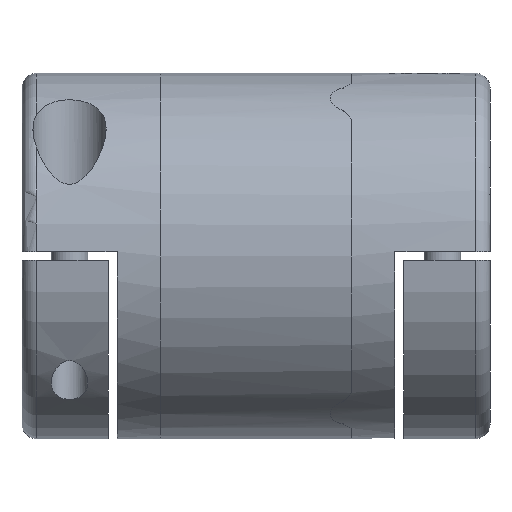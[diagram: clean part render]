
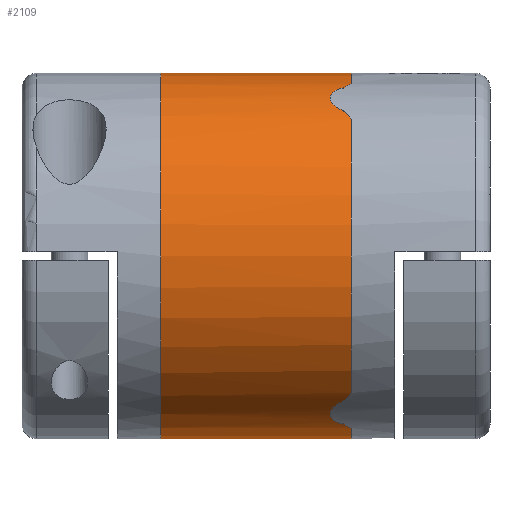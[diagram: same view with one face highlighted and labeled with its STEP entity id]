
A CAD part, front view. The second image highlights one B-rep face of the part: STEP entity #2109.
In plain terms, the highlighted cylindrical face has radius 12.5 mm (diameter 25 mm), a full revolution.
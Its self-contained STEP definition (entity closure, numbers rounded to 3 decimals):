
#49=ELLIPSE('',#2307,15.26,12.5);
#50=ELLIPSE('',#2309,15.26,12.5);
#51=ELLIPSE('',#2310,15.26,12.5);
#52=ELLIPSE('',#2312,15.26,12.5);
#53=ELLIPSE('',#2313,15.26,12.5);
#54=ELLIPSE('',#2315,15.26,12.5);
#55=ELLIPSE('',#2316,15.26,12.5);
#56=ELLIPSE('',#2318,15.26,12.5);
#180=CIRCLE('',#2308,12.5);
#181=CIRCLE('',#2311,12.5);
#182=CIRCLE('',#2314,12.5);
#183=CIRCLE('',#2317,12.5);
#720=ORIENTED_EDGE('',*,*,#1237,.T.);
#721=ORIENTED_EDGE('',*,*,#1238,.T.);
#722=ORIENTED_EDGE('',*,*,#1239,.T.);
#723=ORIENTED_EDGE('',*,*,#1240,.T.);
#724=ORIENTED_EDGE('',*,*,#1241,.T.);
#725=ORIENTED_EDGE('',*,*,#1242,.T.);
#726=ORIENTED_EDGE('',*,*,#1243,.T.);
#727=ORIENTED_EDGE('',*,*,#1244,.T.);
#728=ORIENTED_EDGE('',*,*,#1245,.T.);
#729=ORIENTED_EDGE('',*,*,#1246,.T.);
#730=ORIENTED_EDGE('',*,*,#1247,.F.);
#731=ORIENTED_EDGE('',*,*,#1248,.T.);
#732=ORIENTED_EDGE('',*,*,#1249,.T.);
#733=ORIENTED_EDGE('',*,*,#1250,.T.);
#734=ORIENTED_EDGE('',*,*,#1251,.F.);
#735=ORIENTED_EDGE('',*,*,#1252,.T.);
#1237=EDGE_CURVE('',#1512,#1513,#49,.F.);
#1238=EDGE_CURVE('',#1513,#1514,#180,.T.);
#1239=EDGE_CURVE('',#1514,#1515,#50,.F.);
#1240=EDGE_CURVE('',#1515,#1516,#1673,.T.);
#1241=EDGE_CURVE('',#1516,#1517,#51,.F.);
#1242=EDGE_CURVE('',#1517,#1518,#181,.T.);
#1243=EDGE_CURVE('',#1518,#1519,#52,.F.);
#1244=EDGE_CURVE('',#1519,#1512,#1674,.T.);
#1245=EDGE_CURVE('',#1520,#1521,#1675,.T.);
#1246=EDGE_CURVE('',#1521,#1522,#53,.F.);
#1247=EDGE_CURVE('',#1523,#1522,#182,.T.);
#1248=EDGE_CURVE('',#1523,#1524,#54,.F.);
#1249=EDGE_CURVE('',#1524,#1525,#1676,.T.);
#1250=EDGE_CURVE('',#1525,#1526,#55,.F.);
#1251=EDGE_CURVE('',#1527,#1526,#183,.T.);
#1252=EDGE_CURVE('',#1527,#1520,#56,.F.);
#1512=VERTEX_POINT('',#3340);
#1513=VERTEX_POINT('',#3341);
#1514=VERTEX_POINT('',#3343);
#1515=VERTEX_POINT('',#3345);
#1516=VERTEX_POINT('',#3353);
#1517=VERTEX_POINT('',#3355);
#1518=VERTEX_POINT('',#3357);
#1519=VERTEX_POINT('',#3359);
#1520=VERTEX_POINT('',#3374);
#1521=VERTEX_POINT('',#3375);
#1522=VERTEX_POINT('',#3377);
#1523=VERTEX_POINT('',#3379);
#1524=VERTEX_POINT('',#3381);
#1525=VERTEX_POINT('',#3389);
#1526=VERTEX_POINT('',#3391);
#1527=VERTEX_POINT('',#3393);
#1673=B_SPLINE_CURVE_WITH_KNOTS('',3,(#3346,#3347,#3348,#3349,#3350,#3351,
#3352),.UNSPECIFIED.,.F.,.F.,(4,1,1,1,4),(0.,0.001,
0.002,0.003,0.004),
 .UNSPECIFIED.);
#1674=B_SPLINE_CURVE_WITH_KNOTS('',3,(#3360,#3361,#3362,#3363,#3364,#3365,
#3366),.UNSPECIFIED.,.F.,.F.,(4,1,1,1,4),(0.,0.001,
0.002,0.003,0.004),
 .UNSPECIFIED.);
#1675=B_SPLINE_CURVE_WITH_KNOTS('',3,(#3367,#3368,#3369,#3370,#3371,#3372,
#3373),.UNSPECIFIED.,.F.,.F.,(4,1,1,1,4),(0.,0.001,0.002,
0.003,0.004),.UNSPECIFIED.);
#1676=B_SPLINE_CURVE_WITH_KNOTS('',3,(#3382,#3383,#3384,#3385,#3386,#3387,
#3388),.UNSPECIFIED.,.F.,.F.,(4,1,1,1,4),(0.,0.001,0.002,
0.003,0.004),.UNSPECIFIED.);
#1747=EDGE_LOOP('',(#720,#721,#722,#723,#724,#725,#726,#727));
#1748=EDGE_LOOP('',(#728,#729,#730,#731,#732,#733,#734,#735));
#1919=FACE_BOUND('',#1747,.T.);
#1920=FACE_BOUND('',#1748,.T.);
#2048=CYLINDRICAL_SURFACE('',#2306,12.5);
#2109=ADVANCED_FACE('',(#1919,#1920),#2048,.T.);
#2306=AXIS2_PLACEMENT_3D('',#3338,#2642,#2643);
#2307=AXIS2_PLACEMENT_3D('',#3339,#2644,#2645);
#2308=AXIS2_PLACEMENT_3D('',#3342,#2646,#2647);
#2309=AXIS2_PLACEMENT_3D('',#3344,#2648,#2649);
#2310=AXIS2_PLACEMENT_3D('',#3354,#2650,#2651);
#2311=AXIS2_PLACEMENT_3D('',#3356,#2652,#2653);
#2312=AXIS2_PLACEMENT_3D('',#3358,#2654,#2655);
#2313=AXIS2_PLACEMENT_3D('',#3376,#2656,#2657);
#2314=AXIS2_PLACEMENT_3D('',#3378,#2658,#2659);
#2315=AXIS2_PLACEMENT_3D('',#3380,#2660,#2661);
#2316=AXIS2_PLACEMENT_3D('',#3390,#2662,#2663);
#2317=AXIS2_PLACEMENT_3D('',#3392,#2664,#2665);
#2318=AXIS2_PLACEMENT_3D('',#3394,#2666,#2667);
#2642=DIRECTION('',(1.,0.,0.));
#2643=DIRECTION('',(0.,0.,-1.));
#2644=DIRECTION('',(-0.819,-0.574,0.));
#2645=DIRECTION('',(0.574,-0.819,0.));
#2646=DIRECTION('',(1.,0.,0.));
#2647=DIRECTION('',(0.,0.,-1.));
#2648=DIRECTION('',(-0.819,-0.574,0.));
#2649=DIRECTION('',(0.574,-0.819,0.));
#2650=DIRECTION('',(-0.819,0.574,0.));
#2651=DIRECTION('',(0.574,0.819,0.));
#2652=DIRECTION('',(1.,0.,0.));
#2653=DIRECTION('',(0.,0.,-1.));
#2654=DIRECTION('',(-0.819,0.574,0.));
#2655=DIRECTION('',(0.574,0.819,0.));
#2656=DIRECTION('',(0.819,-0.574,0.));
#2657=DIRECTION('',(0.574,0.819,0.));
#2658=DIRECTION('',(1.,0.,0.));
#2659=DIRECTION('',(0.,0.,-1.));
#2660=DIRECTION('',(0.819,-0.574,0.));
#2661=DIRECTION('',(0.574,0.819,0.));
#2662=DIRECTION('',(0.819,0.574,0.));
#2663=DIRECTION('',(0.574,-0.819,0.));
#2664=DIRECTION('',(1.,0.,0.));
#2665=DIRECTION('',(0.,0.,-1.));
#2666=DIRECTION('',(0.819,0.574,0.));
#2667=DIRECTION('',(0.574,-0.819,0.));
#3338=CARTESIAN_POINT('',(13.,0.,0.));
#3339=CARTESIAN_POINT('',(5.801,0.,0.));
#3340=CARTESIAN_POINT('',(0.487,7.589,-9.933));
#3341=CARTESIAN_POINT('',(0.,8.285,-9.36));
#3342=CARTESIAN_POINT('',(0.,0.,0.));
#3343=CARTESIAN_POINT('',(0.,8.285,9.36));
#3344=CARTESIAN_POINT('',(5.801,0.,0.));
#3345=CARTESIAN_POINT('',(0.487,7.589,9.933));
#3346=CARTESIAN_POINT('',(0.487,7.589,9.933));
#3347=CARTESIAN_POINT('',(0.782,7.482,10.014));
#3348=CARTESIAN_POINT('',(1.244,7.099,10.301));
#3349=CARTESIAN_POINT('',(1.505,6.296,10.814));
#3350=CARTESIAN_POINT('',(1.283,5.438,11.267));
#3351=CARTESIAN_POINT('',(0.789,5.021,11.448));
#3352=CARTESIAN_POINT('',(0.487,4.911,11.495));
#3353=CARTESIAN_POINT('',(0.487,4.911,11.495));
#3354=CARTESIAN_POINT('',(-2.951,0.,0.));
#3355=CARTESIAN_POINT('',(0.,4.215,11.768));
#3356=CARTESIAN_POINT('',(0.,0.,0.));
#3357=CARTESIAN_POINT('',(0.,4.215,-11.768));
#3358=CARTESIAN_POINT('',(-2.951,0.,0.));
#3359=CARTESIAN_POINT('',(0.487,4.911,-11.495));
#3360=CARTESIAN_POINT('',(0.487,4.911,-11.495));
#3361=CARTESIAN_POINT('',(0.788,5.02,-11.448));
#3362=CARTESIAN_POINT('',(1.284,5.437,-11.267));
#3363=CARTESIAN_POINT('',(1.505,6.299,-10.813));
#3364=CARTESIAN_POINT('',(1.241,7.101,-10.299));
#3365=CARTESIAN_POINT('',(0.782,7.482,-10.015));
#3366=CARTESIAN_POINT('',(0.487,7.589,-9.933));
#3367=CARTESIAN_POINT('',(12.513,-7.589,9.933));
#3368=CARTESIAN_POINT('',(12.218,-7.482,10.014));
#3369=CARTESIAN_POINT('',(11.756,-7.099,10.301));
#3370=CARTESIAN_POINT('',(11.495,-6.296,10.814));
#3371=CARTESIAN_POINT('',(11.717,-5.438,11.267));
#3372=CARTESIAN_POINT('',(12.211,-5.021,11.448));
#3373=CARTESIAN_POINT('',(12.513,-4.911,11.495));
#3374=CARTESIAN_POINT('',(12.513,-7.589,9.933));
#3375=CARTESIAN_POINT('',(12.513,-4.911,11.495));
#3376=CARTESIAN_POINT('',(15.951,0.,0.));
#3377=CARTESIAN_POINT('',(13.,-4.215,11.768));
#3378=CARTESIAN_POINT('',(13.,0.,0.));
#3379=CARTESIAN_POINT('',(13.,-4.215,-11.768));
#3380=CARTESIAN_POINT('',(15.951,0.,0.));
#3381=CARTESIAN_POINT('',(12.513,-4.911,-11.495));
#3382=CARTESIAN_POINT('',(12.513,-4.911,-11.495));
#3383=CARTESIAN_POINT('',(12.212,-5.02,-11.448));
#3384=CARTESIAN_POINT('',(11.716,-5.437,-11.267));
#3385=CARTESIAN_POINT('',(11.495,-6.299,-10.813));
#3386=CARTESIAN_POINT('',(11.759,-7.101,-10.299));
#3387=CARTESIAN_POINT('',(12.218,-7.482,-10.015));
#3388=CARTESIAN_POINT('',(12.513,-7.589,-9.933));
#3389=CARTESIAN_POINT('',(12.513,-7.589,-9.933));
#3390=CARTESIAN_POINT('',(7.199,0.,0.));
#3391=CARTESIAN_POINT('',(13.,-8.285,-9.36));
#3392=CARTESIAN_POINT('',(13.,0.,0.));
#3393=CARTESIAN_POINT('',(13.,-8.285,9.36));
#3394=CARTESIAN_POINT('',(7.199,0.,0.));
